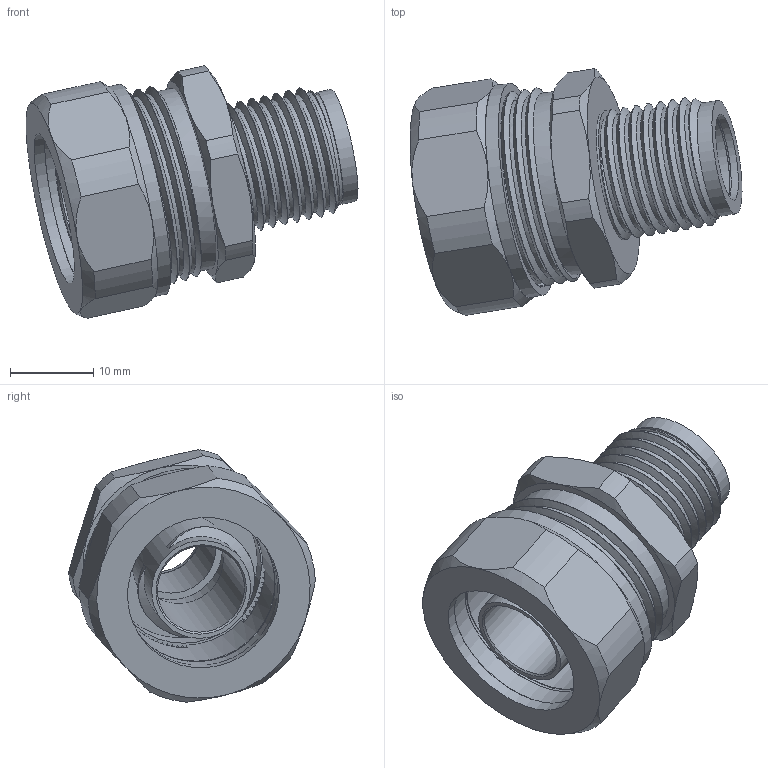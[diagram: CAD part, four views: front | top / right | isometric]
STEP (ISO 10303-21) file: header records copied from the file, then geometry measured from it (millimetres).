
FILE_DESCRIPTION(/* description */ ('Fitting'),/* implementation_level */ '2;1');
FILE_NAME(/* name */ 'LTP16-M16-C-RST.stp',/* time_stamp */ '2024-06-20T07:16:25+02:00',/* author */ ('sl'),/* organization */ (''),/* preprocessor_version */ 'ST-DEVELOPER v16.5',/* originating_system */ 'Autodesk Inventor 2017',/* authorisation */ '');
FILE_SCHEMA (('CONFIG_CONTROL_DESIGN'));
Length unit declared in the file: millimetre
Products named in the file (6): LTP16-M16-C; LTP-CUL16-M16-C; LTP-CUL16-M16-C_1; LTP-CUL16-M16-C_2; LTP-CUL16-M16-C_3; LTP16-M16-C_1
Assembly tree (5 placements, depth 2):
  LTP16-M16-C
    LTP-CUL16-M16-C
    LTP-CUL16-M16-C_1
    LTP-CUL16-M16-C_2
    LTP-CUL16-M16-C_3
    LTP16-M16-C_1
Bounding box: 39.94 x 29.69 x 30.39 mm (x, y, z)
Volume: 6411.1 mm3; surface area: 11337.9 mm2
Topology: 5 solids, 5 shells, 524 faces, 1472 edges, 969 vertices
Faces by surface type: plane 244, cylinder 145, cone 127, bspline 8
Full cylindrical faces by diameter (mm): 10.5 x2, 10.6 x1, 10.7 x1, 12.04 x1, 12.12 x2, 13.8 x1, 15.74 x7, 17.5 x1, 18.4 x1, 18.5 x1, 18.68 x2, 18.88 x1, 19.8 x1, 20.18 x1, 22.09 x1, 22.208 x4, 25.88 x1
Entity records: 19836 total; most frequent: CARTESIAN_POINT 6998, ORIENTED_EDGE 2810, DIRECTION 2567, EDGE_CURVE 1405, VERTEX_POINT 941, AXIS2_PLACEMENT_3D 920, LINE 727, VECTOR 727
